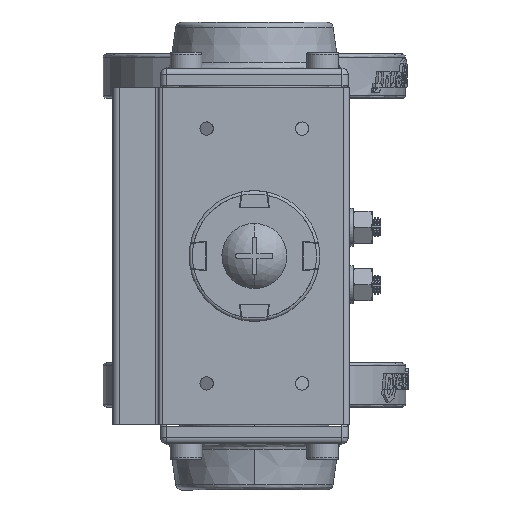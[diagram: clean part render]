
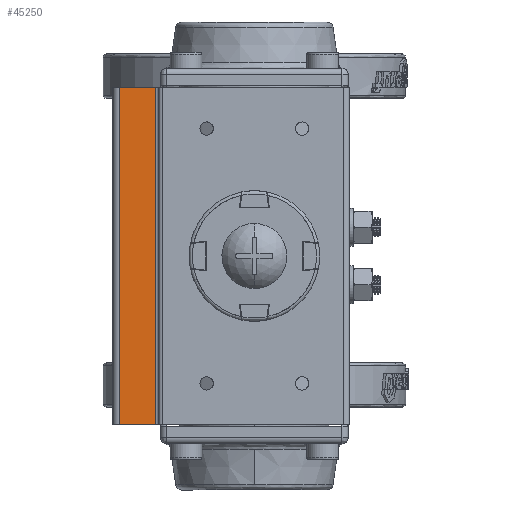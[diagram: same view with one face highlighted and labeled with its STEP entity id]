
A CAD part, left-side view. The second image highlights one B-rep face of the part: STEP entity #45250.
In plain terms, the highlighted planar face has unit normal (1, 0, 0).
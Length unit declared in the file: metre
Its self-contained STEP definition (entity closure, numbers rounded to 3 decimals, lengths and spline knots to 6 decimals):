
#172 = DIRECTION ( 'NONE',  ( 0., 0., -1. ) ) ;
#820 = DIRECTION ( 'NONE',  ( 1., 0., 0. ) ) ;
#4579 = EDGE_CURVE ( 'NONE', #91775, #20833, #46488, .T. ) ;
#8247 = ORIENTED_EDGE ( 'NONE', *, *, #59591, .T. ) ;
#9056 = VERTEX_POINT ( 'NONE', #80479 ) ;
#15573 = PLANE ( 'NONE',  #76505 ) ;
#20833 = VERTEX_POINT ( 'NONE', #81407 ) ;
#24699 = FACE_OUTER_BOUND ( 'NONE', #48203, .T. ) ;
#25266 = LINE ( 'NONE', #49183, #53994 ) ;
#30605 = DIRECTION ( 'NONE',  ( 0., 1., 0. ) ) ;
#32264 = CARTESIAN_POINT ( 'NONE',  ( -0.182689, 0.031816, 0.16 ) ) ;
#33915 = DIRECTION ( 'NONE',  ( 0., -1., 0. ) ) ;
#34267 = LINE ( 'NONE', #32264, #56346 ) ;
#34933 = ORIENTED_EDGE ( 'NONE', *, *, #96754, .T. ) ;
#45250 = ADVANCED_FACE ( 'NONE', ( #24699 ), #15573, .T. ) ;
#46488 = LINE ( 'NONE', #69847, #100169 ) ;
#46627 = CARTESIAN_POINT ( 'NONE',  ( -0.182689, 0.031816, 0.16 ) ) ;
#46759 = VERTEX_POINT ( 'NONE', #50936 ) ;
#48203 = EDGE_LOOP ( 'NONE', ( #56314, #67569, #34933, #8247 ) ) ;
#49183 = CARTESIAN_POINT ( 'NONE',  ( -0.182689, 0.031816, 0.16 ) ) ;
#49346 = VECTOR ( 'NONE', #30605, 1. ) ;
#50936 = CARTESIAN_POINT ( 'NONE',  ( -0.182689, 0.031816, 0.054 ) ) ;
#53994 = VECTOR ( 'NONE', #33915, 1. ) ;
#56314 = ORIENTED_EDGE ( 'NONE', *, *, #4579, .T. ) ;
#56346 = VECTOR ( 'NONE', #95258, 1. ) ;
#59591 = EDGE_CURVE ( 'NONE', #9056, #91775, #25266, .T. ) ;
#60124 = CARTESIAN_POINT ( 'NONE',  ( -0.182689, 0.020316, 0.16 ) ) ;
#67569 = ORIENTED_EDGE ( 'NONE', *, *, #87454, .T. ) ;
#69847 = CARTESIAN_POINT ( 'NONE',  ( -0.182689, 0.020316, 0.16 ) ) ;
#76505 = AXIS2_PLACEMENT_3D ( 'NONE', #46627, #820, #77595 ) ;
#77595 = DIRECTION ( 'NONE',  ( 0., 0., 1. ) ) ;
#80479 = CARTESIAN_POINT ( 'NONE',  ( -0.182689, 0.031816, 0.16 ) ) ;
#81407 = CARTESIAN_POINT ( 'NONE',  ( -0.182689, 0.020316, 0.054 ) ) ;
#87454 = EDGE_CURVE ( 'NONE', #20833, #46759, #91100, .T. ) ;
#91100 = LINE ( 'NONE', #98254, #49346 ) ;
#91775 = VERTEX_POINT ( 'NONE', #60124 ) ;
#95258 = DIRECTION ( 'NONE',  ( 0., 0., 1. ) ) ;
#96754 = EDGE_CURVE ( 'NONE', #46759, #9056, #34267, .T. ) ;
#98254 = CARTESIAN_POINT ( 'NONE',  ( -0.182689, 0.031816, 0.054 ) ) ;
#100169 = VECTOR ( 'NONE', #172, 1. ) ;
